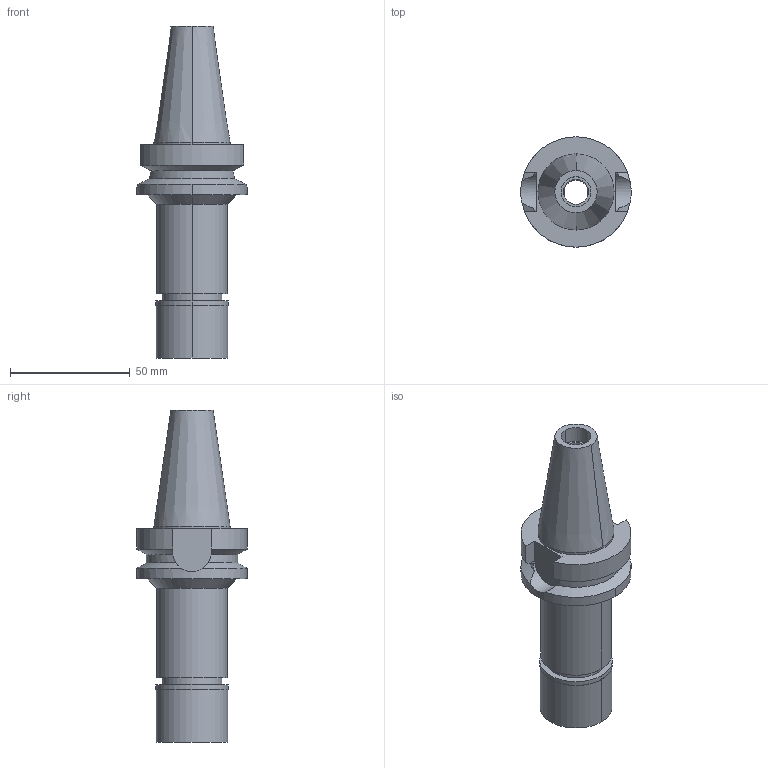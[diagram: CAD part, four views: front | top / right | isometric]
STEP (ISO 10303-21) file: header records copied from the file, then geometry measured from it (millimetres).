
FILE_DESCRIPTION((''),'2;1');
FILE_NAME('BBT30MN10090-100_ASM','2018-05-21T',('ykawabe'),(''),'CREO PARAMETRIC BY PTC INC, 2016380','CREO PARAMETRIC BY PTC INC, 2016380','');
FILE_SCHEMA(('AUTOMOTIVE_DESIGN { 1 0 10303 214 1 1 1 1 }'));
Length unit declared in the file: millimetre
Products named in the file (5): BBT30-MEGA10N-90_1; NBC10-10_1; MGN10_1; DXF_TEMP_ASSY_ASM_4_ASM; BBT30MN10090-100_ASM
Assembly tree (4 placements, depth 3):
  BBT30MN10090-100_ASM
    DXF_TEMP_ASSY_ASM_4_ASM
      BBT30-MEGA10N-90_1
      NBC10-10_1
      MGN10_1
Bounding box: 46 x 46 x 138.4 mm (x, y, z)
Volume: 88251.3 mm3; surface area: 26618.8 mm2
Topology: 3 solids, 3 shells, 88 faces, 203 edges, 135 vertices
Faces by surface type: cylinder 44, plane 26, cone 18
Entity records: 3942 total; most frequent: CARTESIAN_POINT 542, DIRECTION 520, ORIENTED_EDGE 406, AXIS2_PLACEMENT_3D 225, PRESENTATION_STYLE_ASSIGNMENT 211, STYLED_ITEM 211, CURVE_STYLE 208, EDGE_CURVE 203
